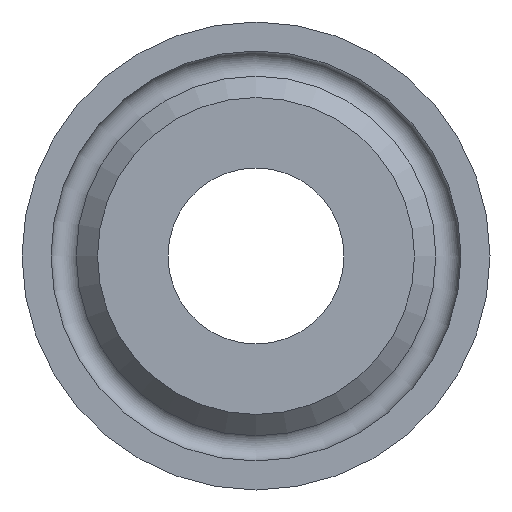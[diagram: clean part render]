
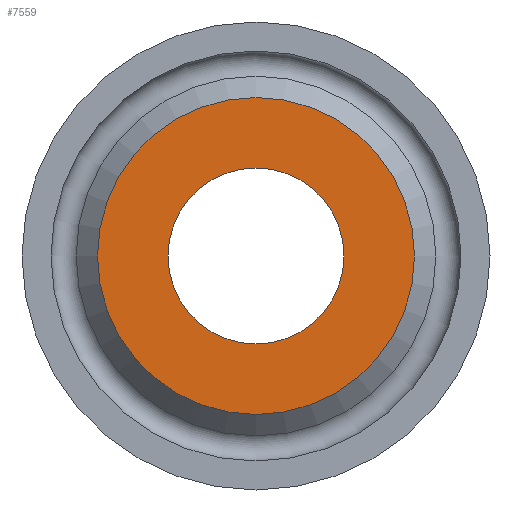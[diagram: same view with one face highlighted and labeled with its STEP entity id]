
A CAD part, left-side view. The second image highlights one B-rep face of the part: STEP entity #7559.
In plain terms, the highlighted planar face has unit normal (-1, 0, 0).
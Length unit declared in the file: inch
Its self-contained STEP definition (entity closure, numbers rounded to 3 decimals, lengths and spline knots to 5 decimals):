
#112=FACE_BOUND('',#1369,.T.);
#288=PLANE('',#7979);
#899=FACE_OUTER_BOUND('',#1368,.T.);
#1368=EDGE_LOOP('',(#7063));
#1369=EDGE_LOOP('',(#7064));
#2582=CIRCLE('',#7978,0.185);
#2583=CIRCLE('',#7980,0.33316);
#3723=VERTEX_POINT('',#16708);
#3724=VERTEX_POINT('',#16711);
#4838=EDGE_CURVE('',#3723,#3723,#2582,.T.);
#4839=EDGE_CURVE('',#3724,#3724,#2583,.T.);
#7063=ORIENTED_EDGE('',*,*,#4839,.F.);
#7064=ORIENTED_EDGE('',*,*,#4838,.T.);
#7559=ADVANCED_FACE('',(#899,#112),#288,.T.);
#7978=AXIS2_PLACEMENT_3D('',#16709,#9338,#9339);
#7979=AXIS2_PLACEMENT_3D('',#16710,#9340,#9341);
#7980=AXIS2_PLACEMENT_3D('',#16712,#9342,#9343);
#9338=DIRECTION('center_axis',(1.,0.,0.));
#9339=DIRECTION('ref_axis',(0.,1.,0.));
#9340=DIRECTION('center_axis',(-1.,0.,0.));
#9341=DIRECTION('ref_axis',(0.,0.,1.));
#9342=DIRECTION('center_axis',(1.,0.,0.));
#9343=DIRECTION('ref_axis',(0.,1.,0.));
#16708=CARTESIAN_POINT('',(0.031,0.185,0.));
#16709=CARTESIAN_POINT('Origin',(0.031,0.,0.));
#16710=CARTESIAN_POINT('Origin',(0.031,0.25908,0.));
#16711=CARTESIAN_POINT('',(0.031,0.33316,0.));
#16712=CARTESIAN_POINT('Origin',(0.031,0.,0.));
